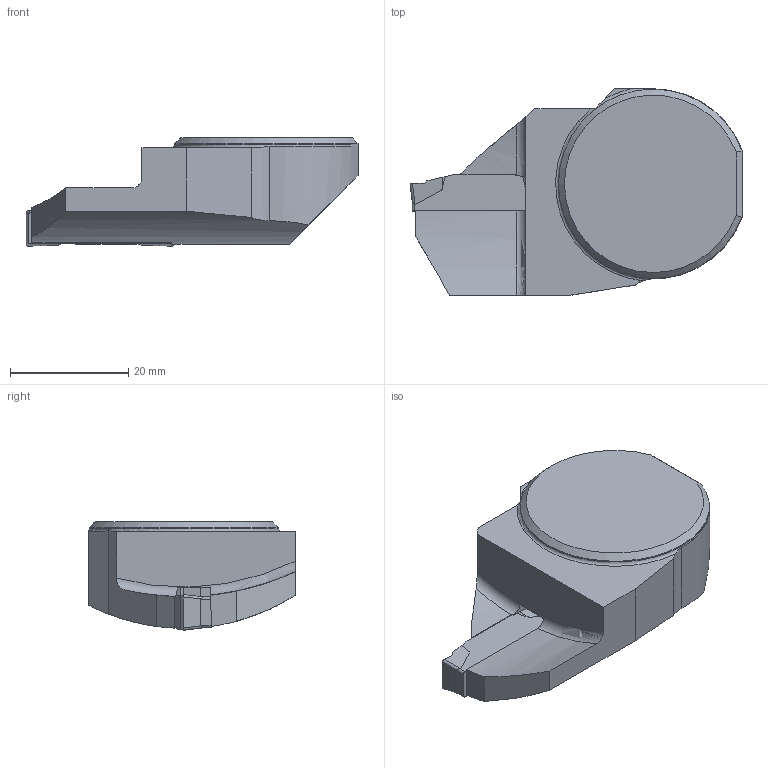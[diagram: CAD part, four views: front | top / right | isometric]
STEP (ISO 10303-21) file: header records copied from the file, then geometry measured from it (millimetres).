
FILE_DESCRIPTION(/* description */ (''),/* implementation_level */ '2;1');
FILE_NAME(/* name */ 'TOOLASSEMBLY_1.STP',/* time_stamp */ '2023-07-04T10:31:31+02:00',/* author */ (''),/* organization */ ('SMS'),/* preprocessor_version */ 'ST-DEVELOPER v16.7',/* originating_system */ 'SIEMENS PLM Software NX 12.0',/* authorisation */ '');
FILE_SCHEMA (('AUTOMOTIVE_DESIGN { 1 0 10303 214 3 1 1 1 }'));
Length unit declared in the file: millimetre
Products named in the file (4): ASSEMBLY_CONSTRUCTION; CUT_20230704102938; NOCUT_20230704102819; TOOLASSEMBLY_1
Assembly tree (3 placements, depth 2):
  TOOLASSEMBLY_1
    NOCUT_20230704102819
    CUT_20230704102938
    ASSEMBLY_CONSTRUCTION
Bounding box: 56.1 x 34.85 x 18.34 mm (x, y, z)
Volume: 18395.8 mm3; surface area: 5345 mm2
Topology: 2 solids, 2 shells, 64 faces, 179 edges, 123 vertices
Faces by surface type: plane 46, cylinder 11, extrusion 4, torus 2, cone 1
Entity records: 2437 total; most frequent: CARTESIAN_POINT 639, ORIENTED_EDGE 356, DIRECTION 337, EDGE_CURVE 178, VERTEX_POINT 118, VECTOR 117, LINE 113, AXIS2_PLACEMENT_3D 110
